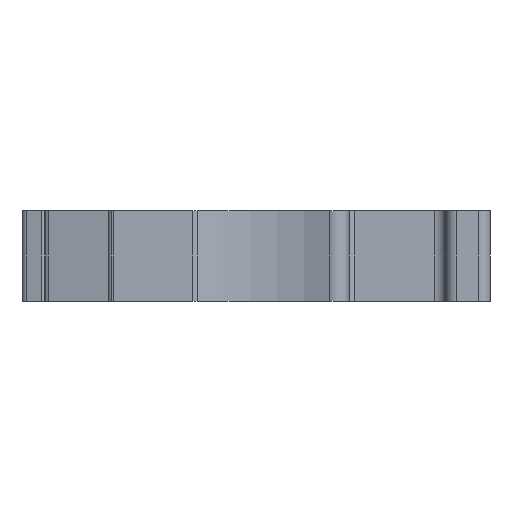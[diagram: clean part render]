
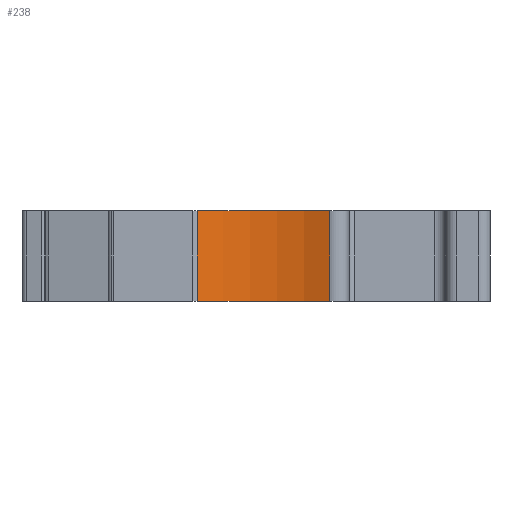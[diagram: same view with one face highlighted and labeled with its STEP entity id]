
A CAD part, left-side view. The second image highlights one B-rep face of the part: STEP entity #238.
In plain terms, the highlighted cylindrical face has radius 14.786 mm (diameter 29.571 mm), a partial arc.
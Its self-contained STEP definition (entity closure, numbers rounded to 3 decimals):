
#125=CIRCLE('',#1932,14.786);
#126=CIRCLE('',#1933,14.786);
#186=CYLINDRICAL_SURFACE('',#1934,14.786);
#238=ADVANCED_FACE('',(#379),#186,.F.);
#379=FACE_OUTER_BOUND('',#469,.T.);
#469=EDGE_LOOP('',(#1024,#1025,#1026,#1027));
#594=LINE('',#2760,#780);
#595=LINE('',#2766,#781);
#780=VECTOR('',#2225,1.);
#781=VECTOR('',#2232,1.);
#1024=ORIENTED_EDGE('',*,*,#1701,.F.);
#1025=ORIENTED_EDGE('',*,*,#1702,.T.);
#1026=ORIENTED_EDGE('',*,*,#1703,.T.);
#1027=ORIENTED_EDGE('',*,*,#1699,.T.);
#1501=VERTEX_POINT('',#2759);
#1502=VERTEX_POINT('',#2761);
#1503=VERTEX_POINT('',#2765);
#1504=VERTEX_POINT('',#2767);
#1699=EDGE_CURVE('',#1502,#1501,#594,.T.);
#1701=EDGE_CURVE('',#1503,#1501,#125,.T.);
#1702=EDGE_CURVE('',#1503,#1504,#595,.T.);
#1703=EDGE_CURVE('',#1504,#1502,#126,.T.);
#1932=AXIS2_PLACEMENT_3D('',#2764,#2230,#2231);
#1933=AXIS2_PLACEMENT_3D('',#2768,#2233,#2234);
#1934=AXIS2_PLACEMENT_3D('',#2769,#2235,#2236);
#2225=DIRECTION('',(0.,0.,1.));
#2230=DIRECTION('',(0.,0.,-1.));
#2231=DIRECTION('',(1.,0.,0.));
#2232=DIRECTION('',(0.,0.,-1.));
#2233=DIRECTION('',(0.,0.,-1.));
#2234=DIRECTION('',(1.,0.,0.));
#2235=DIRECTION('',(0.,0.,1.));
#2236=DIRECTION('',(1.,0.,0.));
#2759=CARTESIAN_POINT('',(-45.146,-9.593,8.2));
#2760=CARTESIAN_POINT('',(-45.146,-9.593,0.));
#2761=CARTESIAN_POINT('',(-45.146,-9.593,0.));
#2764=CARTESIAN_POINT('',(-58.677,-3.634,8.2));
#2765=CARTESIAN_POINT('',(-45.166,2.37,8.2));
#2766=CARTESIAN_POINT('',(-45.166,2.37,0.));
#2767=CARTESIAN_POINT('',(-45.166,2.37,0.));
#2768=CARTESIAN_POINT('',(-58.677,-3.634,0.));
#2769=CARTESIAN_POINT('',(-58.677,-3.634,0.));
